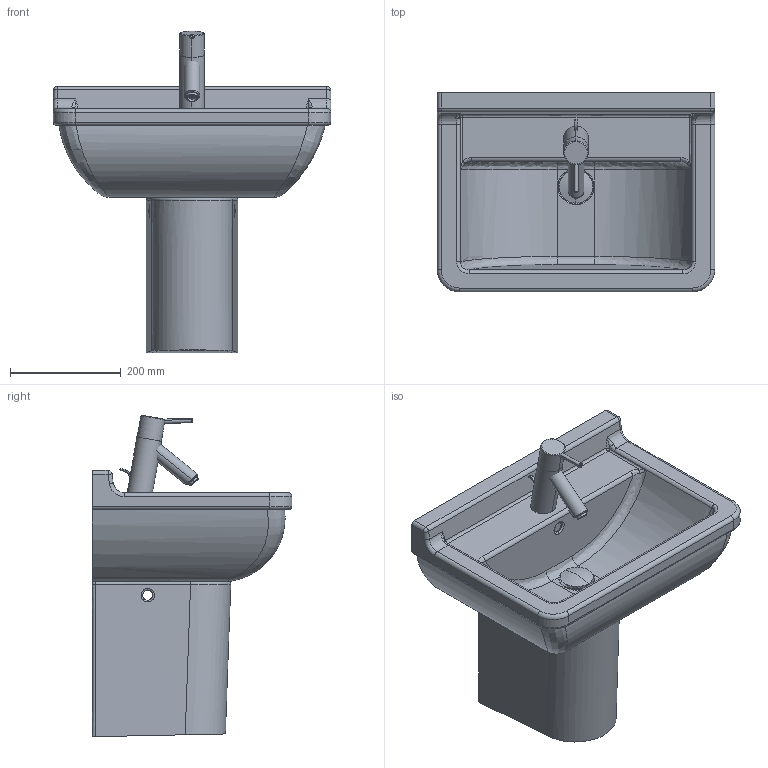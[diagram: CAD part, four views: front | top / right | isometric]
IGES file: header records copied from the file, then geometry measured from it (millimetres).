
Global section: file name: No Iges File Name specified; native system: AutoDesk Inventor R11.0; preprocessor: AutoDesk Inventor Iges Exporter R11.0; author: No Author specified; organization: No Organization specified; date: 20070711.212558; units: millimetre
Bounding box: 500 x 360.21 x 579.21 mm (x, y, z)
Volume: 14410320.2 mm3; surface area: 1239868.1 mm2
Topology: 9 solids, 9 shells, 239 faces, 586 edges, 352 vertices
Faces by surface type: cylinder 61, plane 58, bspline 50, revolution 34, torus 27, sphere 7, cone 2
